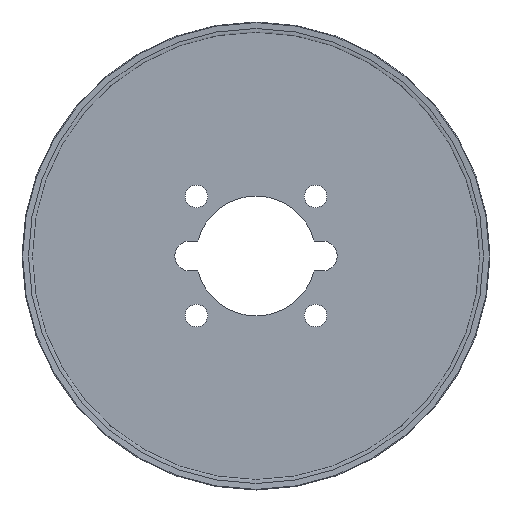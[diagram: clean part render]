
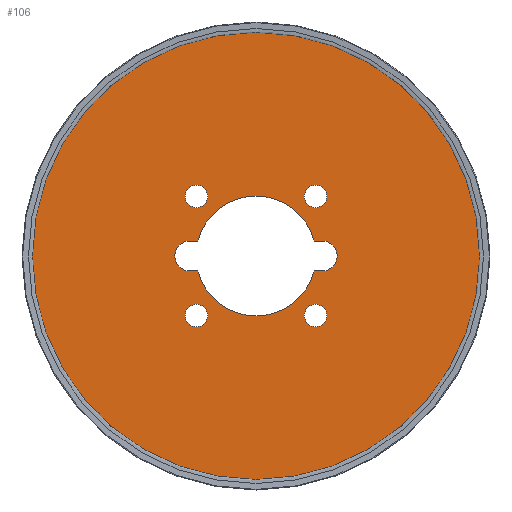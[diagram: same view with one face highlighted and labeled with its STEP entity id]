
A CAD part, top view. The second image highlights one B-rep face of the part: STEP entity #106.
In plain terms, the highlighted planar face has unit normal (0, 0, 1).
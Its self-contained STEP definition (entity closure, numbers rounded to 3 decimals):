
#63=PLANE('',#486);
#69=LINE('',#682,#87);
#70=LINE('',#686,#88);
#71=LINE('',#690,#89);
#72=LINE('',#694,#90);
#87=VECTOR('',#552,1.);
#88=VECTOR('',#555,1.);
#89=VECTOR('',#558,1.);
#90=VECTOR('',#561,1.);
#106=ADVANCED_FACE('',(#145,#146,#147,#148,#149,#150),#63,.T.);
#145=FACE_BOUND('',#187,.T.);
#146=FACE_BOUND('',#188,.T.);
#147=FACE_BOUND('',#189,.T.);
#148=FACE_BOUND('',#190,.T.);
#149=FACE_BOUND('',#191,.T.);
#150=FACE_BOUND('',#192,.T.);
#187=EDGE_LOOP('',(#239));
#188=EDGE_LOOP('',(#240));
#189=EDGE_LOOP('',(#241));
#190=EDGE_LOOP('',(#242));
#191=EDGE_LOOP('',(#243));
#192=EDGE_LOOP('',(#244,#245,#246,#247,#248,#249,#250,#251));
#239=ORIENTED_EDGE('',*,*,#371,.T.);
#240=ORIENTED_EDGE('',*,*,#373,.F.);
#241=ORIENTED_EDGE('',*,*,#374,.F.);
#242=ORIENTED_EDGE('',*,*,#375,.F.);
#243=ORIENTED_EDGE('',*,*,#376,.F.);
#244=ORIENTED_EDGE('',*,*,#377,.F.);
#245=ORIENTED_EDGE('',*,*,#378,.T.);
#246=ORIENTED_EDGE('',*,*,#379,.F.);
#247=ORIENTED_EDGE('',*,*,#380,.T.);
#248=ORIENTED_EDGE('',*,*,#381,.F.);
#249=ORIENTED_EDGE('',*,*,#382,.F.);
#250=ORIENTED_EDGE('',*,*,#383,.F.);
#251=ORIENTED_EDGE('',*,*,#384,.T.);
#333=VERTEX_POINT('',#667);
#335=VERTEX_POINT('',#672);
#336=VERTEX_POINT('',#674);
#337=VERTEX_POINT('',#676);
#338=VERTEX_POINT('',#678);
#339=VERTEX_POINT('',#680);
#340=VERTEX_POINT('',#681);
#341=VERTEX_POINT('',#683);
#342=VERTEX_POINT('',#685);
#343=VERTEX_POINT('',#687);
#344=VERTEX_POINT('',#689);
#345=VERTEX_POINT('',#691);
#346=VERTEX_POINT('',#693);
#371=EDGE_CURVE('',#333,#333,#419,.T.);
#373=EDGE_CURVE('',#335,#335,#421,.T.);
#374=EDGE_CURVE('',#336,#336,#422,.T.);
#375=EDGE_CURVE('',#337,#337,#423,.T.);
#376=EDGE_CURVE('',#338,#338,#424,.T.);
#377=EDGE_CURVE('',#339,#340,#425,.T.);
#378=EDGE_CURVE('',#339,#341,#69,.T.);
#379=EDGE_CURVE('',#342,#341,#426,.T.);
#380=EDGE_CURVE('',#342,#343,#70,.T.);
#381=EDGE_CURVE('',#344,#343,#427,.T.);
#382=EDGE_CURVE('',#345,#344,#71,.T.);
#383=EDGE_CURVE('',#346,#345,#428,.T.);
#384=EDGE_CURVE('',#346,#340,#72,.T.);
#419=CIRCLE('',#475,61.9);
#421=CIRCLE('',#478,3.);
#422=CIRCLE('',#479,3.);
#423=CIRCLE('',#480,3.);
#424=CIRCLE('',#481,3.);
#425=CIRCLE('',#482,4.);
#426=CIRCLE('',#483,16.006);
#427=CIRCLE('',#484,4.);
#428=CIRCLE('',#485,16.006);
#475=AXIS2_PLACEMENT_3D('',#666,#536,#537);
#478=AXIS2_PLACEMENT_3D('',#671,#542,#543);
#479=AXIS2_PLACEMENT_3D('',#673,#544,#545);
#480=AXIS2_PLACEMENT_3D('',#675,#546,#547);
#481=AXIS2_PLACEMENT_3D('',#677,#548,#549);
#482=AXIS2_PLACEMENT_3D('',#679,#550,#551);
#483=AXIS2_PLACEMENT_3D('',#684,#553,#554);
#484=AXIS2_PLACEMENT_3D('',#688,#556,#557);
#485=AXIS2_PLACEMENT_3D('',#692,#559,#560);
#486=AXIS2_PLACEMENT_3D('',#695,#562,#563);
#536=DIRECTION('',(0.,0.,1.));
#537=DIRECTION('',(-1.,0.,0.));
#542=DIRECTION('',(0.,0.,1.));
#543=DIRECTION('',(0.,1.,0.));
#544=DIRECTION('',(0.,0.,1.));
#545=DIRECTION('',(0.,1.,0.));
#546=DIRECTION('',(0.,0.,1.));
#547=DIRECTION('',(0.,1.,0.));
#548=DIRECTION('',(0.,0.,1.));
#549=DIRECTION('',(0.,1.,0.));
#550=DIRECTION('',(0.,0.,1.));
#551=DIRECTION('',(0.,1.,0.));
#552=DIRECTION('',(-1.,0.,0.));
#553=DIRECTION('',(0.,0.,1.));
#554=DIRECTION('',(0.,1.,0.));
#555=DIRECTION('',(-1.,0.,0.));
#556=DIRECTION('',(0.,0.,1.));
#557=DIRECTION('',(0.,1.,0.));
#558=DIRECTION('',(-1.,0.,0.));
#559=DIRECTION('',(0.,0.,1.));
#560=DIRECTION('',(0.,1.,0.));
#561=DIRECTION('',(1.,0.,0.));
#562=DIRECTION('',(0.,0.,1.));
#563=DIRECTION('',(0.,1.,0.));
#666=CARTESIAN_POINT('',(0.,0.,0.));
#667=CARTESIAN_POINT('',(-61.9,0.,0.));
#671=CARTESIAN_POINT('',(15.91,-15.91,0.));
#672=CARTESIAN_POINT('',(15.91,-12.91,0.));
#673=CARTESIAN_POINT('',(-15.91,-15.91,0.));
#674=CARTESIAN_POINT('',(-15.91,-12.91,0.));
#675=CARTESIAN_POINT('',(-15.91,15.91,0.));
#676=CARTESIAN_POINT('',(-15.91,18.91,0.));
#677=CARTESIAN_POINT('',(15.91,15.91,0.));
#678=CARTESIAN_POINT('',(15.91,18.91,0.));
#679=CARTESIAN_POINT('',(17.694,0.,0.));
#680=CARTESIAN_POINT('',(17.694,-4.,0.));
#681=CARTESIAN_POINT('',(17.694,4.,0.));
#682=CARTESIAN_POINT('',(0.,-4.,0.));
#683=CARTESIAN_POINT('',(15.498,-4.,0.));
#684=CARTESIAN_POINT('',(0.,0.,0.));
#685=CARTESIAN_POINT('',(-15.498,-4.,0.));
#686=CARTESIAN_POINT('',(0.,-4.,0.));
#687=CARTESIAN_POINT('',(-17.694,-4.,0.));
#688=CARTESIAN_POINT('',(-17.694,0.,0.));
#689=CARTESIAN_POINT('',(-17.694,4.,0.));
#690=CARTESIAN_POINT('',(0.,4.,0.));
#691=CARTESIAN_POINT('',(-15.498,4.,0.));
#692=CARTESIAN_POINT('',(0.,0.,0.));
#693=CARTESIAN_POINT('',(15.498,4.,0.));
#694=CARTESIAN_POINT('',(0.,4.,0.));
#695=CARTESIAN_POINT('',(0.,0.,0.));
